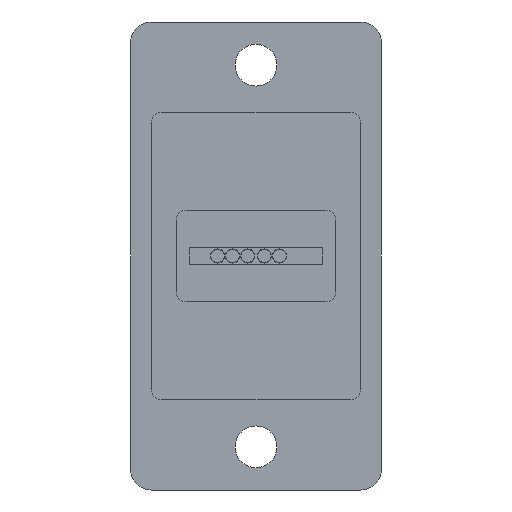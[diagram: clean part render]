
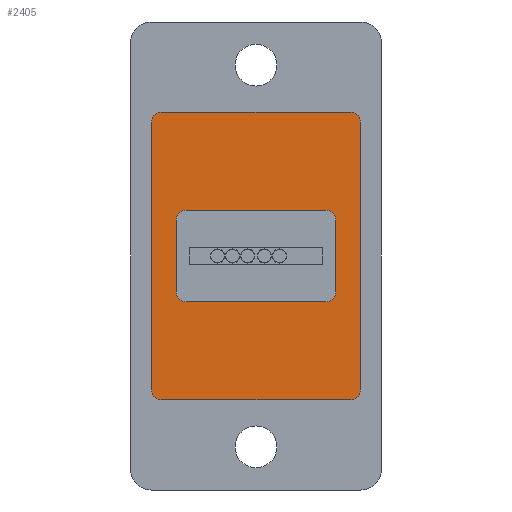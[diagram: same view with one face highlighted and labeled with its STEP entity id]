
A CAD part, front view. The second image highlights one B-rep face of the part: STEP entity #2405.
In plain terms, the highlighted planar face has unit normal (0, -1, 0).
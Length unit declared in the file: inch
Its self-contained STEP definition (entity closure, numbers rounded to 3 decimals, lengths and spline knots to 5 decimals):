
#250 = DIRECTION ( 'NONE',  ( 0., 0., -1. ) ) ;
#251 = DIRECTION ( 'NONE',  ( 0., 1., 0. ) ) ;
#252 = AXIS2_PLACEMENT_3D ( 'NONE', #259, #251, #250 ) ;
#253 = CIRCLE ( 'NONE', #252, 0.03 ) ;
#259 = CARTESIAN_POINT ( 'NONE',  ( -0.209, -0.915, -0.1065 ) ) ;
#2167 = VERTEX_POINT ( 'NONE', #7720 ) ;
#2336 = EDGE_CURVE ( 'NONE', #2732, #2337, #8136, .T. ) ;
#2337 = VERTEX_POINT ( 'NONE', #8132 ) ;
#2338 = VERTEX_POINT ( 'NONE', #8131 ) ;
#2339 = ORIENTED_EDGE ( 'NONE', *, *, #2398, .T. ) ;
#2341 = VERTEX_POINT ( 'NONE', #8130 ) ;
#2342 = VERTEX_POINT ( 'NONE', #8129 ) ;
#2344 = EDGE_CURVE ( 'NONE', #2410, #2412, #8128, .T. ) ;
#2345 = ORIENTED_EDGE ( 'NONE', *, *, #2346, .T. ) ;
#2346 = EDGE_CURVE ( 'NONE', #2351, #2347, #8123, .T. ) ;
#2347 = VERTEX_POINT ( 'NONE', #8118 ) ;
#2348 = ORIENTED_EDGE ( 'NONE', *, *, #2409, .T. ) ;
#2350 = EDGE_CURVE ( 'NONE', #2404, #2351, #8117, .T. ) ;
#2351 = VERTEX_POINT ( 'NONE', #8113 ) ;
#2396 = ORIENTED_EDGE ( 'NONE', *, *, #2397, .T. ) ;
#2397 = EDGE_CURVE ( 'NONE', #2342, #2404, #8244, .T. ) ;
#2398 = EDGE_CURVE ( 'NONE', #2341, #2342, #8239, .T. ) ;
#2399 = ORIENTED_EDGE ( 'NONE', *, *, #2400, .T. ) ;
#2400 = EDGE_CURVE ( 'NONE', #2412, #2401, #8235, .T. ) ;
#2401 = VERTEX_POINT ( 'NONE', #8231 ) ;
#2402 = ORIENTED_EDGE ( 'NONE', *, *, #2658, .T. ) ;
#2403 = ORIENTED_EDGE ( 'NONE', *, *, #2350, .T. ) ;
#2404 = VERTEX_POINT ( 'NONE', #8230 ) ;
#2405 = ADVANCED_FACE ( 'NONE', ( #8229, #8228 ), #8227, .T. ) ;
#2407 = EDGE_LOOP ( 'NONE', ( #2339, #2396, #2403, #2345, #2348, #2411, #2399, #2402 ) ) ;
#2409 = EDGE_CURVE ( 'NONE', #2347, #2410, #8268, .T. ) ;
#2410 = VERTEX_POINT ( 'NONE', #8264 ) ;
#2411 = ORIENTED_EDGE ( 'NONE', *, *, #2344, .T. ) ;
#2412 = VERTEX_POINT ( 'NONE', #8263 ) ;
#2627 = VERTEX_POINT ( 'NONE', #8636 ) ;
#2628 = ORIENTED_EDGE ( 'NONE', *, *, #2629, .F. ) ;
#2629 = EDGE_CURVE ( 'NONE', #2167, #2627, #8788, .T. ) ;
#2641 = VERTEX_POINT ( 'NONE', #8743 ) ;
#2658 = EDGE_CURVE ( 'NONE', #2401, #2341, #8681, .T. ) ;
#2727 = ORIENTED_EDGE ( 'NONE', *, *, #2749, .F. ) ;
#2728 = VERTEX_POINT ( 'NONE', #9057 ) ;
#2729 = ORIENTED_EDGE ( 'NONE', *, *, #2730, .F. ) ;
#2730 = EDGE_CURVE ( 'NONE', #2731, #2728, #9056, .T. ) ;
#2731 = VERTEX_POINT ( 'NONE', #9052 ) ;
#2732 = VERTEX_POINT ( 'NONE', #9108 ) ;
#2746 = EDGE_CURVE ( 'NONE', #2167, #2641, #9083, .T. ) ;
#2748 = ORIENTED_EDGE ( 'NONE', *, *, #2746, .T. ) ;
#2749 = EDGE_CURVE ( 'NONE', #2338, #2337, #9070, .T. ) ;
#2750 = ORIENTED_EDGE ( 'NONE', *, *, #2751, .T. ) ;
#2751 = EDGE_CURVE ( 'NONE', #2338, #2728, #9066, .T. ) ;
#2762 = EDGE_CURVE ( 'NONE', #2732, #2641, #8917, .T. ) ;
#2791 = EDGE_LOOP ( 'NONE', ( #2792, #2819, #2727, #2750, #2729, #2820, #2628, #2748 ) ) ;
#2792 = ORIENTED_EDGE ( 'NONE', *, *, #2762, .F. ) ;
#2819 = ORIENTED_EDGE ( 'NONE', *, *, #2336, .T. ) ;
#2820 = ORIENTED_EDGE ( 'NONE', *, *, #2821, .T. ) ;
#2821 = EDGE_CURVE ( 'NONE', #2731, #2627, #253, .T. ) ;
#7720 = CARTESIAN_POINT ( 'NONE',  ( -0.239, -0.915, 0.1065 ) ) ;
#8078 = CARTESIAN_POINT ( 'NONE',  ( 0.209, -0.915, 0.1065 ) ) ;
#8113 = CARTESIAN_POINT ( 'NONE',  ( 0.3125, -0.915, 0.4 ) ) ;
#8114 = DIRECTION ( 'NONE',  ( 0., 0., 1. ) ) ;
#8115 = VECTOR ( 'NONE', #8114, 39.37008 ) ;
#8116 = CARTESIAN_POINT ( 'NONE',  ( 0.3125, -0.915, 0.43 ) ) ;
#8117 = LINE ( 'NONE', #8116, #8115 ) ;
#8118 = CARTESIAN_POINT ( 'NONE',  ( 0.2825, -0.915, 0.43 ) ) ;
#8119 = DIRECTION ( 'NONE',  ( 0., 0., -1. ) ) ;
#8120 = DIRECTION ( 'NONE',  ( 0., -1., 0. ) ) ;
#8121 = CARTESIAN_POINT ( 'NONE',  ( 0.2825, -0.915, 0.4 ) ) ;
#8122 = AXIS2_PLACEMENT_3D ( 'NONE', #8121, #8120, #8119 ) ;
#8123 = CIRCLE ( 'NONE', #8122, 0.03 ) ;
#8124 = DIRECTION ( 'NONE',  ( 0., 0., -1. ) ) ;
#8125 = DIRECTION ( 'NONE',  ( 0., -1., 0. ) ) ;
#8126 = CARTESIAN_POINT ( 'NONE',  ( -0.2825, -0.915, 0.4 ) ) ;
#8127 = AXIS2_PLACEMENT_3D ( 'NONE', #8126, #8125, #8124 ) ;
#8128 = CIRCLE ( 'NONE', #8127, 0.03 ) ;
#8129 = CARTESIAN_POINT ( 'NONE',  ( 0.2825, -0.915, -0.43 ) ) ;
#8130 = CARTESIAN_POINT ( 'NONE',  ( -0.2825, -0.915, -0.43 ) ) ;
#8131 = CARTESIAN_POINT ( 'NONE',  ( 0.239, -0.915, -0.1065 ) ) ;
#8132 = CARTESIAN_POINT ( 'NONE',  ( 0.239, -0.915, 0.1065 ) ) ;
#8133 = DIRECTION ( 'NONE',  ( 0., 0., -1. ) ) ;
#8134 = DIRECTION ( 'NONE',  ( 0., 1., 0. ) ) ;
#8135 = AXIS2_PLACEMENT_3D ( 'NONE', #8078, #8134, #8133 ) ;
#8136 = CIRCLE ( 'NONE', #8135, 0.03 ) ;
#8227 = PLANE ( 'NONE',  #8276 ) ;
#8228 = FACE_BOUND ( 'NONE', #2791, .T. ) ;
#8229 = FACE_OUTER_BOUND ( 'NONE', #2407, .T. ) ;
#8230 = CARTESIAN_POINT ( 'NONE',  ( 0.3125, -0.915, -0.4 ) ) ;
#8231 = CARTESIAN_POINT ( 'NONE',  ( -0.3125, -0.915, -0.4 ) ) ;
#8232 = DIRECTION ( 'NONE',  ( 0., 0., -1. ) ) ;
#8233 = VECTOR ( 'NONE', #8232, 39.37008 ) ;
#8234 = CARTESIAN_POINT ( 'NONE',  ( -0.3125, -0.915, -0.43 ) ) ;
#8235 = LINE ( 'NONE', #8234, #8233 ) ;
#8236 = DIRECTION ( 'NONE',  ( 1., 0., 0. ) ) ;
#8237 = VECTOR ( 'NONE', #8236, 39.37008 ) ;
#8238 = CARTESIAN_POINT ( 'NONE',  ( 0.3125, -0.915, -0.43 ) ) ;
#8239 = LINE ( 'NONE', #8238, #8237 ) ;
#8240 = DIRECTION ( 'NONE',  ( 0., 0., -1. ) ) ;
#8241 = DIRECTION ( 'NONE',  ( 0., -1., 0. ) ) ;
#8242 = CARTESIAN_POINT ( 'NONE',  ( 0.2825, -0.915, -0.4 ) ) ;
#8243 = AXIS2_PLACEMENT_3D ( 'NONE', #8242, #8241, #8240 ) ;
#8244 = CIRCLE ( 'NONE', #8243, 0.03 ) ;
#8263 = CARTESIAN_POINT ( 'NONE',  ( -0.3125, -0.915, 0.4 ) ) ;
#8264 = CARTESIAN_POINT ( 'NONE',  ( -0.2825, -0.915, 0.43 ) ) ;
#8265 = DIRECTION ( 'NONE',  ( -1., 0., 0. ) ) ;
#8266 = VECTOR ( 'NONE', #8265, 39.37008 ) ;
#8267 = CARTESIAN_POINT ( 'NONE',  ( -0.3125, -0.915, 0.43 ) ) ;
#8268 = LINE ( 'NONE', #8267, #8266 ) ;
#8273 = DIRECTION ( 'NONE',  ( 0., 0., -1. ) ) ;
#8274 = DIRECTION ( 'NONE',  ( 0., -1., 0. ) ) ;
#8275 = CARTESIAN_POINT ( 'NONE',  ( -0.3125, -0.915, 0.43 ) ) ;
#8276 = AXIS2_PLACEMENT_3D ( 'NONE', #8275, #8274, #8273 ) ;
#8636 = CARTESIAN_POINT ( 'NONE',  ( -0.239, -0.915, -0.1065 ) ) ;
#8677 = DIRECTION ( 'NONE',  ( 0., 0., -1. ) ) ;
#8678 = DIRECTION ( 'NONE',  ( 0., -1., 0. ) ) ;
#8679 = CARTESIAN_POINT ( 'NONE',  ( -0.2825, -0.915, -0.4 ) ) ;
#8680 = AXIS2_PLACEMENT_3D ( 'NONE', #8679, #8678, #8677 ) ;
#8681 = CIRCLE ( 'NONE', #8680, 0.03 ) ;
#8743 = CARTESIAN_POINT ( 'NONE',  ( -0.209, -0.915, 0.1365 ) ) ;
#8785 = DIRECTION ( 'NONE',  ( 0., 0., -1. ) ) ;
#8786 = VECTOR ( 'NONE', #8785, 39.37008 ) ;
#8787 = CARTESIAN_POINT ( 'NONE',  ( -0.239, -0.915, -0.1365 ) ) ;
#8788 = LINE ( 'NONE', #8787, #8786 ) ;
#8914 = DIRECTION ( 'NONE',  ( -1., 0., 0. ) ) ;
#8915 = VECTOR ( 'NONE', #8914, 39.37008 ) ;
#8916 = CARTESIAN_POINT ( 'NONE',  ( 0.239, -0.915, 0.1365 ) ) ;
#8917 = LINE ( 'NONE', #8916, #8915 ) ;
#9052 = CARTESIAN_POINT ( 'NONE',  ( -0.209, -0.915, -0.1365 ) ) ;
#9053 = DIRECTION ( 'NONE',  ( 1., 0., 0. ) ) ;
#9054 = VECTOR ( 'NONE', #9053, 39.37008 ) ;
#9055 = CARTESIAN_POINT ( 'NONE',  ( 0.239, -0.915, -0.1365 ) ) ;
#9056 = LINE ( 'NONE', #9055, #9054 ) ;
#9057 = CARTESIAN_POINT ( 'NONE',  ( 0.209, -0.915, -0.1365 ) ) ;
#9062 = DIRECTION ( 'NONE',  ( 0., 0., -1. ) ) ;
#9063 = DIRECTION ( 'NONE',  ( 0., 1., 0. ) ) ;
#9064 = CARTESIAN_POINT ( 'NONE',  ( 0.209, -0.915, -0.1065 ) ) ;
#9065 = AXIS2_PLACEMENT_3D ( 'NONE', #9064, #9063, #9062 ) ;
#9066 = CIRCLE ( 'NONE', #9065, 0.03 ) ;
#9067 = DIRECTION ( 'NONE',  ( 0., 0., 1. ) ) ;
#9068 = VECTOR ( 'NONE', #9067, 39.37008 ) ;
#9069 = CARTESIAN_POINT ( 'NONE',  ( 0.239, -0.915, -0.1365 ) ) ;
#9070 = LINE ( 'NONE', #9069, #9068 ) ;
#9079 = DIRECTION ( 'NONE',  ( 0., 0., -1. ) ) ;
#9080 = DIRECTION ( 'NONE',  ( 0., 1., 0. ) ) ;
#9081 = CARTESIAN_POINT ( 'NONE',  ( -0.209, -0.915, 0.1065 ) ) ;
#9082 = AXIS2_PLACEMENT_3D ( 'NONE', #9081, #9080, #9079 ) ;
#9083 = CIRCLE ( 'NONE', #9082, 0.03 ) ;
#9108 = CARTESIAN_POINT ( 'NONE',  ( 0.209, -0.915, 0.1365 ) ) ;
